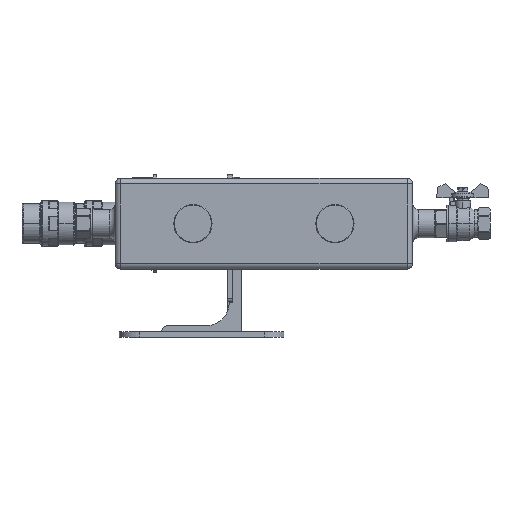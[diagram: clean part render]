
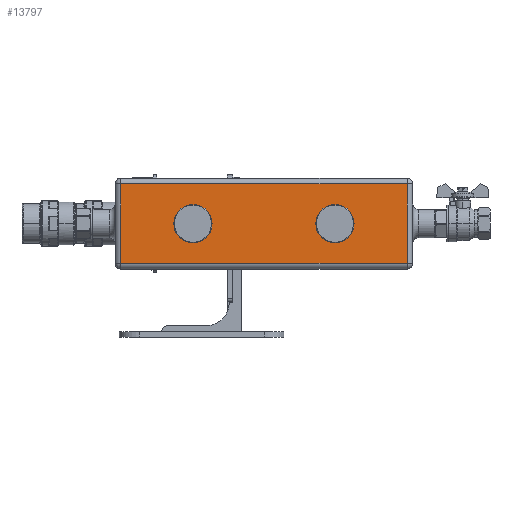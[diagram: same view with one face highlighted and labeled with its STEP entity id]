
A CAD part, left-side view. The second image highlights one B-rep face of the part: STEP entity #13797.
In plain terms, the highlighted planar face has unit normal (-1, 0, 0).
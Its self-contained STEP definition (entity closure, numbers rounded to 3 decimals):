
#674 = FACE_BOUND ( 'NONE', #3329, .T. ) ;
#1618 = CIRCLE ( 'NONE', #30352, 16.85 ) ;
#3329 = EDGE_LOOP ( 'NONE', ( #43918, #13442 ) ) ;
#4001 = CARTESIAN_POINT ( 'NONE',  ( -40., -62.5, 0. ) ) ;
#4193 = FACE_OUTER_BOUND ( 'NONE', #41966, .T. ) ;
#4278 = DIRECTION ( 'NONE',  ( 0., -1., 0. ) ) ;
#4958 = EDGE_LOOP ( 'NONE', ( #13002, #18671 ) ) ;
#5204 = DIRECTION ( 'NONE',  ( -1., 0., 0. ) ) ;
#7291 = VERTEX_POINT ( 'NONE', #39531 ) ;
#7674 = VERTEX_POINT ( 'NONE', #46136 ) ;
#7731 = VERTEX_POINT ( 'NONE', #43186 ) ;
#8177 = CARTESIAN_POINT ( 'NONE',  ( -40., 62.5, 0. ) ) ;
#8216 = DIRECTION ( 'NONE',  ( 0., 0., -1. ) ) ;
#11303 = EDGE_CURVE ( 'NONE', #43974, #29887, #26758, .T. ) ;
#12705 = DIRECTION ( 'NONE',  ( 0., 0., -1. ) ) ;
#13002 = ORIENTED_EDGE ( 'NONE', *, *, #44918, .F. ) ;
#13442 = ORIENTED_EDGE ( 'NONE', *, *, #36258, .F. ) ;
#13797 = ADVANCED_FACE ( 'NONE', ( #4193, #674, #43559 ), #16463, .F. ) ;
#14874 = LINE ( 'NONE', #40840, #24940 ) ;
#15927 = CARTESIAN_POINT ( 'NONE',  ( -40., 126., -35. ) ) ;
#16463 = PLANE ( 'NONE',  #48563 ) ;
#18623 = EDGE_CURVE ( 'NONE', #29887, #7291, #29437, .T. ) ;
#18671 = ORIENTED_EDGE ( 'NONE', *, *, #47380, .F. ) ;
#18721 = DIRECTION ( 'NONE',  ( -1., 0., 0. ) ) ;
#18886 = DIRECTION ( 'NONE',  ( 0., 0., -1. ) ) ;
#19006 = ORIENTED_EDGE ( 'NONE', *, *, #18623, .T. ) ;
#19040 = AXIS2_PLACEMENT_3D ( 'NONE', #38861, #19744, #8216 ) ;
#19122 = CARTESIAN_POINT ( 'NONE',  ( -40., 62.5, 16.85 ) ) ;
#19744 = DIRECTION ( 'NONE',  ( -1., 0., 0. ) ) ;
#21491 = CARTESIAN_POINT ( 'NONE',  ( -40., -126., 40. ) ) ;
#22369 = DIRECTION ( 'NONE',  ( 0., 0., -1. ) ) ;
#24585 = EDGE_CURVE ( 'NONE', #7731, #30948, #28915, .T. ) ;
#24671 = CARTESIAN_POINT ( 'NONE',  ( -40., 62.5, 0. ) ) ;
#24940 = VECTOR ( 'NONE', #40376, 1000. ) ;
#25281 = DIRECTION ( 'NONE',  ( 0., 0., 1. ) ) ;
#25328 = CIRCLE ( 'NONE', #49308, 16.85 ) ;
#26758 = LINE ( 'NONE', #38308, #30909 ) ;
#28087 = DIRECTION ( 'NONE',  ( 1., 0., 0. ) ) ;
#28139 = LINE ( 'NONE', #21491, #37057 ) ;
#28915 = CIRCLE ( 'NONE', #47733, 16.85 ) ;
#29437 = LINE ( 'NONE', #46250, #34175 ) ;
#29653 = EDGE_CURVE ( 'NONE', #7291, #7674, #28139, .T. ) ;
#29887 = VERTEX_POINT ( 'NONE', #15927 ) ;
#30352 = AXIS2_PLACEMENT_3D ( 'NONE', #24671, #5204, #35638 ) ;
#30909 = VECTOR ( 'NONE', #22369, 1000. ) ;
#30948 = VERTEX_POINT ( 'NONE', #39910 ) ;
#31595 = CARTESIAN_POINT ( 'NONE',  ( -40., -131., 40. ) ) ;
#31803 = ORIENTED_EDGE ( 'NONE', *, *, #11303, .T. ) ;
#34170 = CARTESIAN_POINT ( 'NONE',  ( -40., 126., 35. ) ) ;
#34175 = VECTOR ( 'NONE', #4278, 1000. ) ;
#35638 = DIRECTION ( 'NONE',  ( 0., 0., -1. ) ) ;
#35833 = CIRCLE ( 'NONE', #19040, 16.85 ) ;
#36258 = EDGE_CURVE ( 'NONE', #30948, #7731, #35833, .T. ) ;
#37057 = VECTOR ( 'NONE', #25281, 1000. ) ;
#37958 = CARTESIAN_POINT ( 'NONE',  ( -40., 62.5, -16.85 ) ) ;
#37991 = DIRECTION ( 'NONE',  ( -1., 0., 0. ) ) ;
#38066 = ORIENTED_EDGE ( 'NONE', *, *, #38401, .T. ) ;
#38308 = CARTESIAN_POINT ( 'NONE',  ( -40., 126., 40. ) ) ;
#38401 = EDGE_CURVE ( 'NONE', #7674, #43974, #14874, .T. ) ;
#38861 = CARTESIAN_POINT ( 'NONE',  ( -40., -62.5, 0. ) ) ;
#39531 = CARTESIAN_POINT ( 'NONE',  ( -40., -126., -35. ) ) ;
#39910 = CARTESIAN_POINT ( 'NONE',  ( -40., -62.5, -16.85 ) ) ;
#40376 = DIRECTION ( 'NONE',  ( 0., 1., 0. ) ) ;
#40840 = CARTESIAN_POINT ( 'NONE',  ( -40., -131., 35. ) ) ;
#41966 = EDGE_LOOP ( 'NONE', ( #19006, #42542, #38066, #31803 ) ) ;
#42542 = ORIENTED_EDGE ( 'NONE', *, *, #29653, .T. ) ;
#43186 = CARTESIAN_POINT ( 'NONE',  ( -40., -62.5, 16.85 ) ) ;
#43559 = FACE_BOUND ( 'NONE', #4958, .T. ) ;
#43918 = ORIENTED_EDGE ( 'NONE', *, *, #24585, .F. ) ;
#43974 = VERTEX_POINT ( 'NONE', #34170 ) ;
#44918 = EDGE_CURVE ( 'NONE', #46653, #48870, #25328, .T. ) ;
#46136 = CARTESIAN_POINT ( 'NONE',  ( -40., -126., 35. ) ) ;
#46250 = CARTESIAN_POINT ( 'NONE',  ( -40., -131., -35. ) ) ;
#46421 = DIRECTION ( 'NONE',  ( 0., 0., -1. ) ) ;
#46653 = VERTEX_POINT ( 'NONE', #19122 ) ;
#47380 = EDGE_CURVE ( 'NONE', #48870, #46653, #1618, .T. ) ;
#47733 = AXIS2_PLACEMENT_3D ( 'NONE', #4001, #18721, #18886 ) ;
#48563 = AXIS2_PLACEMENT_3D ( 'NONE', #31595, #28087, #46421 ) ;
#48870 = VERTEX_POINT ( 'NONE', #37958 ) ;
#49308 = AXIS2_PLACEMENT_3D ( 'NONE', #8177, #37991, #12705 ) ;
